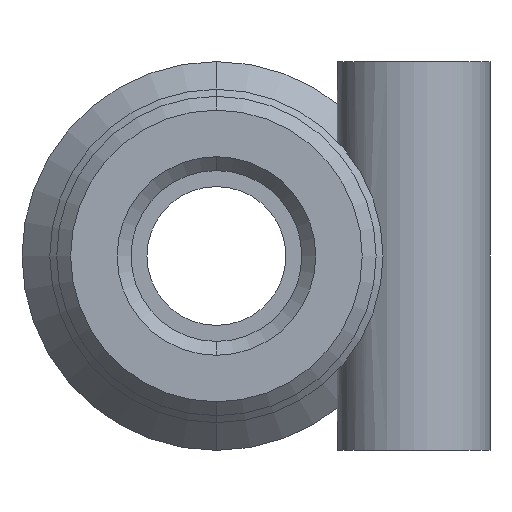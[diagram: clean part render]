
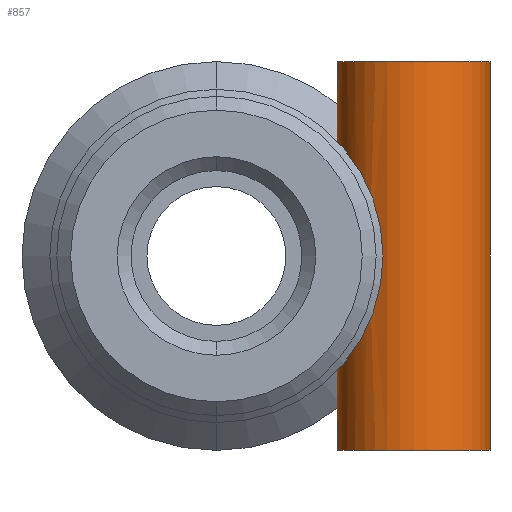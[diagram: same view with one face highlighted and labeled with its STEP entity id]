
A CAD part, front view. The second image highlights one B-rep face of the part: STEP entity #857.
In plain terms, the highlighted cylindrical face has radius 2.75 mm (diameter 5.5 mm), a partial arc.
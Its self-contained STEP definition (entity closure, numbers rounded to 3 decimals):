
#11 = DIRECTION ( 'NONE',  ( 1., 0., 0. ) ) ;
#12 = DIRECTION ( 'NONE',  ( 0., 0., 1. ) ) ;
#13 = AXIS2_PLACEMENT_3D ( 'NONE', #56, #12, #11 ) ;
#14 = CIRCLE ( 'NONE', #13, 2.75 ) ;
#26 = DIRECTION ( 'NONE',  ( 1., 0., 0. ) ) ;
#27 = DIRECTION ( 'NONE',  ( 0., 0., 1. ) ) ;
#28 = CARTESIAN_POINT ( 'NONE',  ( 7.1, -0.5, -7. ) ) ;
#29 = AXIS2_PLACEMENT_3D ( 'NONE', #28, #27, #26 ) ;
#30 = CIRCLE ( 'NONE', #29, 2.75 ) ;
#56 = CARTESIAN_POINT ( 'NONE',  ( 7.1, -0.5, 7. ) ) ;
#154 = CARTESIAN_POINT ( 'NONE',  ( 7.1, -0.5, 7. ) ) ;
#155 = AXIS2_PLACEMENT_3D ( 'NONE', #154, #179, #178 ) ;
#156 = CYLINDRICAL_SURFACE ( 'NONE', #155, 2.75 ) ;
#174 = FACE_OUTER_BOUND ( 'NONE', #799, .T. ) ;
#178 = DIRECTION ( 'NONE',  ( -1., 0., 0. ) ) ;
#179 = DIRECTION ( 'NONE',  ( 0., 0., -1. ) ) ;
#440 = EDGE_CURVE ( 'NONE', #454, #548, #971, .T. ) ;
#454 = VERTEX_POINT ( 'NONE', #935 ) ;
#465 = VERTEX_POINT ( 'NONE', #1138 ) ;
#474 = VERTEX_POINT ( 'NONE', #1141 ) ;
#500 = EDGE_CURVE ( 'NONE', #583, #465, #1170, .T. ) ;
#548 = VERTEX_POINT ( 'NONE', #1245 ) ;
#549 = EDGE_CURVE ( 'NONE', #572, #474, #1243, .T. ) ;
#555 = EDGE_CURVE ( 'NONE', #583, #548, #1374, .T. ) ;
#572 = VERTEX_POINT ( 'NONE', #1285 ) ;
#583 = VERTEX_POINT ( 'NONE', #1317 ) ;
#735 = ORIENTED_EDGE ( 'NONE', *, *, #440, .T. ) ;
#736 = ORIENTED_EDGE ( 'NONE', *, *, #555, .F. ) ;
#737 = ORIENTED_EDGE ( 'NONE', *, *, #500, .T. ) ;
#788 = EDGE_CURVE ( 'NONE', #465, #474, #30, .T. ) ;
#791 = EDGE_CURVE ( 'NONE', #454, #572, #14, .T. ) ;
#796 = ORIENTED_EDGE ( 'NONE', *, *, #791, .F. ) ;
#799 = EDGE_LOOP ( 'NONE', ( #800, #796, #735, #736, #737, #839 ) ) ;
#800 = ORIENTED_EDGE ( 'NONE', *, *, #549, .F. ) ;
#839 = ORIENTED_EDGE ( 'NONE', *, *, #788, .T. ) ;
#857 = ADVANCED_FACE ( 'NONE', ( #174 ), #156, .T. ) ;
#935 = CARTESIAN_POINT ( 'NONE',  ( 4.35, -0.5, 7. ) ) ;
#968 = DIRECTION ( 'NONE',  ( 0., 0., -1. ) ) ;
#969 = VECTOR ( 'NONE', #968, 1000. ) ;
#970 = CARTESIAN_POINT ( 'NONE',  ( 4.35, -0.5, 7. ) ) ;
#971 = LINE ( 'NONE', #970, #969 ) ;
#1138 = CARTESIAN_POINT ( 'NONE',  ( 4.35, -0.5, -7. ) ) ;
#1141 = CARTESIAN_POINT ( 'NONE',  ( 9.85, -0.5, -7. ) ) ;
#1170 = LINE ( 'NONE', #1197, #1177 ) ;
#1175 = DIRECTION ( 'NONE',  ( 0., 0., -1. ) ) ;
#1177 = VECTOR ( 'NONE', #1175, 1000. ) ;
#1197 = CARTESIAN_POINT ( 'NONE',  ( 4.35, -0.5, 7. ) ) ;
#1238 = DIRECTION ( 'NONE',  ( 0., 0., -1. ) ) ;
#1239 = VECTOR ( 'NONE', #1238, 1000. ) ;
#1240 = CARTESIAN_POINT ( 'NONE',  ( 9.85, -0.5, 7. ) ) ;
#1243 = LINE ( 'NONE', #1240, #1239 ) ;
#1245 = CARTESIAN_POINT ( 'NONE',  ( 4.35, -0.5, 3.366 ) ) ;
#1284 = CARTESIAN_POINT ( 'NONE',  ( 5.447, -2.698, 0.783 ) ) ;
#1285 = CARTESIAN_POINT ( 'NONE',  ( 9.85, -0.5, 7. ) ) ;
#1286 = CARTESIAN_POINT ( 'NONE',  ( 4.371, -0.892, 3.338 ) ) ;
#1287 = CARTESIAN_POINT ( 'NONE',  ( 4.452, -1.265, 3.231 ) ) ;
#1290 = CARTESIAN_POINT ( 'NONE',  ( 4.646, -1.752, -2.947 ) ) ;
#1305 = CARTESIAN_POINT ( 'NONE',  ( 5.5, -2.737, -0.393 ) ) ;
#1306 = CARTESIAN_POINT ( 'NONE',  ( 4.954, -2.224, -2.395 ) ) ;
#1307 = CARTESIAN_POINT ( 'NONE',  ( 4.511, -1.442, -3.149 ) ) ;
#1310 = CARTESIAN_POINT ( 'NONE',  ( 4.645, -1.75, 2.948 ) ) ;
#1311 = CARTESIAN_POINT ( 'NONE',  ( 4.722, -1.887, 2.825 ) ) ;
#1312 = CARTESIAN_POINT ( 'NONE',  ( 5.5, -2.737, 0.197 ) ) ;
#1313 = CARTESIAN_POINT ( 'NONE',  ( 4.35, -0.699, 3.366 ) ) ;
#1315 = CARTESIAN_POINT ( 'NONE',  ( 5.294, -2.576, -1.541 ) ) ;
#1317 = CARTESIAN_POINT ( 'NONE',  ( 4.35, -0.5, -3.366 ) ) ;
#1324 = CARTESIAN_POINT ( 'NONE',  ( 4.875, -2.123, 2.55 ) ) ;
#1325 = CARTESIAN_POINT ( 'NONE',  ( 5.416, -2.675, 0.975 ) ) ;
#1326 = CARTESIAN_POINT ( 'NONE',  ( 5.294, -2.577, 1.539 ) ) ;
#1327 = CARTESIAN_POINT ( 'NONE',  ( 4.51, -1.439, 3.151 ) ) ;
#1329 = CARTESIAN_POINT ( 'NONE',  ( 4.372, -0.896, -3.338 ) ) ;
#1331 = CARTESIAN_POINT ( 'NONE',  ( 4.35, -0.5, 3.366 ) ) ;
#1332 = CARTESIAN_POINT ( 'NONE',  ( 4.723, -1.89, -2.823 ) ) ;
#1333 = CARTESIAN_POINT ( 'NONE',  ( 4.35, -0.5, -3.366 ) ) ;
#1340 = CARTESIAN_POINT ( 'NONE',  ( 4.35, -0.697, -3.366 ) ) ;
#1341 = CARTESIAN_POINT ( 'NONE',  ( 5.458, -2.709, -0.78 ) ) ;
#1342 = CARTESIAN_POINT ( 'NONE',  ( 4.452, -1.266, -3.23 ) ) ;
#1357 = CARTESIAN_POINT ( 'NONE',  ( 4.877, -2.125, -2.548 ) ) ;
#1358 = CARTESIAN_POINT ( 'NONE',  ( 5.171, -2.472, 1.907 ) ) ;
#1364 = CARTESIAN_POINT ( 'NONE',  ( 5.489, -2.729, 0.395 ) ) ;
#1373 = CARTESIAN_POINT ( 'NONE',  ( 5.173, -2.474, -1.902 ) ) ;
#1374 = B_SPLINE_CURVE_WITH_KNOTS ( 'NONE', 3,
 ( #1333, #1340, #1329, #1342, #1307, #1290, #1332, #1357, #1306, #1373, #1315, #1341, #1305, #1312, #1364, #1284, #1325, #1326, #1358, #1379, #1324, #1311, #1310, #1327, #1287, #1286, #1313, #1331 ),
 .UNSPECIFIED., .F., .F.,
 ( 4, 2, 2, 2, 2, 2, 2, 2, 2, 2, 2, 2, 2, 4 ),
 ( 0.009, 0.01, 0.011, 0.011, 0.012, 0.013, 0.014, 0.015, 0.015, 0.016, 0.017, 0.018, 0.018, 0.019 ),
 .UNSPECIFIED. ) ;
#1379 = CARTESIAN_POINT ( 'NONE',  ( 4.954, -2.223, 2.396 ) ) ;
